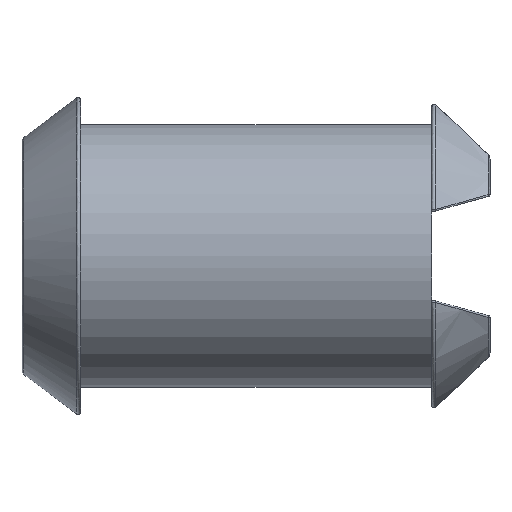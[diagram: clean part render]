
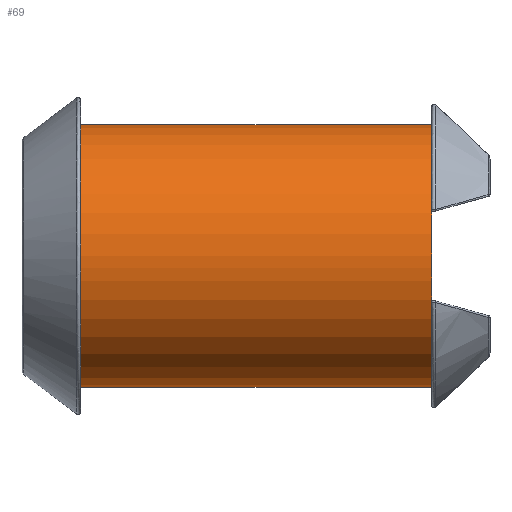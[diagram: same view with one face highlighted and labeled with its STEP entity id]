
A CAD part, left-side view. The second image highlights one B-rep face of the part: STEP entity #69.
In plain terms, the highlighted free-form (B-spline) face has degree [2, 1] with [9, 2] control points.
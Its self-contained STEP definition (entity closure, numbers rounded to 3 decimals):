
#69 = ADVANCED_FACE('',(#70),#102,.T.);
#70 = FACE_BOUND('',#71,.T.);
#71 = EDGE_LOOP('',(#72,#84,#91,#101));
#72 = ORIENTED_EDGE('',*,*,#73,.F.);
#73 = EDGE_CURVE('',#74,#74,#76,.T.);
#74 = VERTEX_POINT('',#75);
#75 = CARTESIAN_POINT('',(-13.608,36.289,
    0.));
#76 = ( BOUNDED_CURVE() B_SPLINE_CURVE(2,(#77,#78,#79,#80,#81,#82,#83),
.UNSPECIFIED.,.T.,.F.) B_SPLINE_CURVE_WITH_KNOTS((3,2,2,3),(
    3.142,5.236,7.33,9.425),
.PIECEWISE_BEZIER_KNOTS.) CURVE() GEOMETRIC_REPRESENTATION_ITEM() 
RATIONAL_B_SPLINE_CURVE((1.,0.5,1.,0.5,1.,0.5,1.)) REPRESENTATION_ITEM(
  '') );
#77 = CARTESIAN_POINT('',(-13.608,36.289,
    0.));
#78 = CARTESIAN_POINT('',(-13.608,36.289,
    23.57));
#79 = CARTESIAN_POINT('',(6.804,36.289,11.785
    ));
#80 = CARTESIAN_POINT('',(27.217,36.289,
    0.));
#81 = CARTESIAN_POINT('',(6.804,36.289,-11.785
    ));
#82 = CARTESIAN_POINT('',(-13.608,36.289,
    -23.57));
#83 = CARTESIAN_POINT('',(-13.608,36.289,
    0.));
#84 = ORIENTED_EDGE('',*,*,#85,.T.);
#85 = EDGE_CURVE('',#74,#86,#88,.T.);
#86 = VERTEX_POINT('',#87);
#87 = CARTESIAN_POINT('',(-13.608,0.,0.));
#88 = B_SPLINE_CURVE_WITH_KNOTS('',1,(#89,#90),.UNSPECIFIED.,.F.,.F.,(2,
    2),(-38.1,0.),.PIECEWISE_BEZIER_KNOTS.);
#89 = CARTESIAN_POINT('',(-13.608,36.289,
    0.));
#90 = CARTESIAN_POINT('',(-13.608,0.,0.));
#91 = ORIENTED_EDGE('',*,*,#92,.T.);
#92 = EDGE_CURVE('',#86,#86,#93,.T.);
#93 = ( BOUNDED_CURVE() B_SPLINE_CURVE(2,(#94,#95,#96,#97,#98,#99,#100),
.UNSPECIFIED.,.T.,.F.) B_SPLINE_CURVE_WITH_KNOTS((3,2,2,3),(
    3.142,5.236,7.33,9.425),
.PIECEWISE_BEZIER_KNOTS.) CURVE() GEOMETRIC_REPRESENTATION_ITEM() 
RATIONAL_B_SPLINE_CURVE((1.,0.5,1.,0.5,1.,0.5,1.)) REPRESENTATION_ITEM(
  '') );
#94 = CARTESIAN_POINT('',(-13.608,0.,0.));
#95 = CARTESIAN_POINT('',(-13.608,0.,23.57));
#96 = CARTESIAN_POINT('',(6.804,0.,11.785));
#97 = CARTESIAN_POINT('',(27.217,0.,0.));
#98 = CARTESIAN_POINT('',(6.804,0.,-11.785));
#99 = CARTESIAN_POINT('',(-13.608,0.,-23.57));
#100 = CARTESIAN_POINT('',(-13.608,0.,0.));
#101 = ORIENTED_EDGE('',*,*,#85,.F.);
#102 = ( BOUNDED_SURFACE() B_SPLINE_SURFACE(2,1,(
    (#103,#104)
    ,(#105,#106)
    ,(#107,#108)
    ,(#109,#110)
    ,(#111,#112)
    ,(#113,#114)
    ,(#115,#116)
    ,(#117,#118)
,(#119,#120
    )),.UNSPECIFIED.,.T.,.F.,.F.) B_SPLINE_SURFACE_WITH_KNOTS((3,2,2,2,3
    ),(2,2),(-3.142,-2.094,0.,2.094,
    3.142),(0.,38.1),.UNSPECIFIED.) 
GEOMETRIC_REPRESENTATION_ITEM() RATIONAL_B_SPLINE_SURFACE((
    (0.75,0.75)
    ,(0.75,0.75)
    ,(1.,1.)
    ,(0.5,0.5)
    ,(1.,1.)
    ,(0.5,0.5)
    ,(1.,1.)
    ,(0.75,0.75)
,(0.75,0.75))) REPRESENTATION_ITEM('') SURFACE() );
#103 = CARTESIAN_POINT('',(-13.608,0.,0.));
#104 = CARTESIAN_POINT('',(-13.608,36.289,
    0.));
#105 = CARTESIAN_POINT('',(-13.608,0.,7.857));
#106 = CARTESIAN_POINT('',(-13.608,36.289,
    7.857));
#107 = CARTESIAN_POINT('',(-6.804,0.,11.785));
#108 = CARTESIAN_POINT('',(-6.804,36.289,
    11.785));
#109 = CARTESIAN_POINT('',(13.608,0.,23.57));
#110 = CARTESIAN_POINT('',(13.608,36.289,
    23.57));
#111 = CARTESIAN_POINT('',(13.608,0.,0.));
#112 = CARTESIAN_POINT('',(13.608,36.289,0.));
#113 = CARTESIAN_POINT('',(13.608,0.,-23.57));
#114 = CARTESIAN_POINT('',(13.608,36.289,
    -23.57));
#115 = CARTESIAN_POINT('',(-6.804,0.,-11.785));
#116 = CARTESIAN_POINT('',(-6.804,36.289,
    -11.785));
#117 = CARTESIAN_POINT('',(-13.608,0.,-7.857));
#118 = CARTESIAN_POINT('',(-13.608,36.289,
    -7.857));
#119 = CARTESIAN_POINT('',(-13.608,0.,0.));
#120 = CARTESIAN_POINT('',(-13.608,36.289,
    0.));
